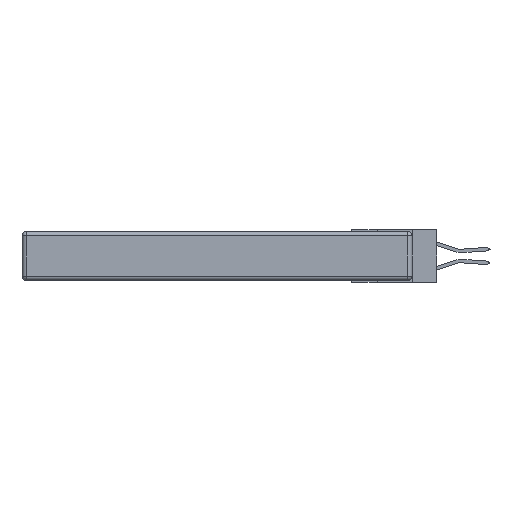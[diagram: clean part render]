
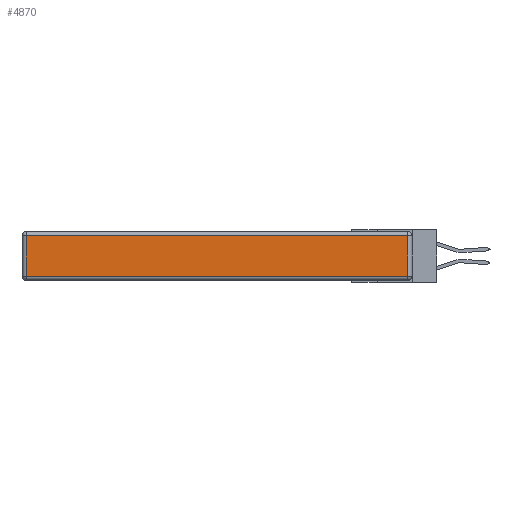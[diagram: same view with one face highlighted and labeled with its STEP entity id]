
A CAD part, left-side view. The second image highlights one B-rep face of the part: STEP entity #4870.
In plain terms, the highlighted planar face has unit normal (-1, 0, 0).
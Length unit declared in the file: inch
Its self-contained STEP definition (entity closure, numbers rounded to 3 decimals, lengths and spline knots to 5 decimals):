
#200 = ORIENTED_EDGE ( 'NONE', *, *, #10970, .T. ) ;
#294 = CARTESIAN_POINT ( 'NONE',  ( 0., 0., -0.313 ) ) ;
#374 = CARTESIAN_POINT ( 'NONE',  ( 0., 0.03, -0.313 ) ) ;
#520 = EDGE_LOOP ( 'NONE', ( #7899, #200, #11177, #2647 ) ) ;
#1453 = LINE ( 'NONE', #294, #10826 ) ;
#1678 = LINE ( 'NONE', #7882, #2262 ) ;
#1979 = EDGE_CURVE ( 'NONE', #5529, #9719, #3800, .T. ) ;
#2086 = CARTESIAN_POINT ( 'NONE',  ( 0., 0., -0.343 ) ) ;
#2121 = DIRECTION ( 'NONE',  ( 0., -1., 0. ) ) ;
#2262 = VECTOR ( 'NONE', #4320, 39.37008 ) ;
#2284 = DIRECTION ( 'NONE',  ( 0., 1., 0. ) ) ;
#2647 = ORIENTED_EDGE ( 'NONE', *, *, #8118, .T. ) ;
#3800 = LINE ( 'NONE', #5018, #5882 ) ;
#3906 = CARTESIAN_POINT ( 'NONE',  ( 0., 2.72, -0.03 ) ) ;
#4320 = DIRECTION ( 'NONE',  ( 0., 0., -1. ) ) ;
#4549 = VECTOR ( 'NONE', #5489, 39.37008 ) ;
#4865 = DIRECTION ( 'NONE',  ( -1., 0., 0. ) ) ;
#4870 = ADVANCED_FACE ( 'NONE', ( #8152 ), #9391, .T. ) ;
#5018 = CARTESIAN_POINT ( 'NONE',  ( 0., 2.75, -0.03 ) ) ;
#5237 = CARTESIAN_POINT ( 'NONE',  ( 0., 2.72, -0.313 ) ) ;
#5489 = DIRECTION ( 'NONE',  ( 0., 0., 1. ) ) ;
#5529 = VERTEX_POINT ( 'NONE', #10616 ) ;
#5669 = VERTEX_POINT ( 'NONE', #5237 ) ;
#5882 = VECTOR ( 'NONE', #2284, 39.37008 ) ;
#7118 = AXIS2_PLACEMENT_3D ( 'NONE', #2086, #4865, #10664 ) ;
#7882 = CARTESIAN_POINT ( 'NONE',  ( 0., 2.72, -0.343 ) ) ;
#7899 = ORIENTED_EDGE ( 'NONE', *, *, #11178, .T. ) ;
#8118 = EDGE_CURVE ( 'NONE', #9719, #5669, #1678, .T. ) ;
#8152 = FACE_OUTER_BOUND ( 'NONE', #520, .T. ) ;
#9391 = PLANE ( 'NONE',  #7118 ) ;
#9719 = VERTEX_POINT ( 'NONE', #3906 ) ;
#10616 = CARTESIAN_POINT ( 'NONE',  ( 0., 0.03, -0.03 ) ) ;
#10664 = DIRECTION ( 'NONE',  ( 0., 0., 1. ) ) ;
#10826 = VECTOR ( 'NONE', #2121, 39.37008 ) ;
#10970 = EDGE_CURVE ( 'NONE', #11182, #5529, #11430, .T. ) ;
#11177 = ORIENTED_EDGE ( 'NONE', *, *, #1979, .T. ) ;
#11178 = EDGE_CURVE ( 'NONE', #5669, #11182, #1453, .T. ) ;
#11182 = VERTEX_POINT ( 'NONE', #374 ) ;
#11430 = LINE ( 'NONE', #12136, #4549 ) ;
#12136 = CARTESIAN_POINT ( 'NONE',  ( 0., 0.03, -0.343 ) ) ;
